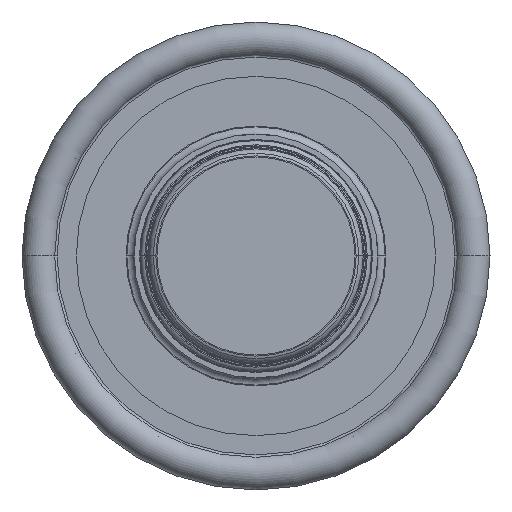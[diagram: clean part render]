
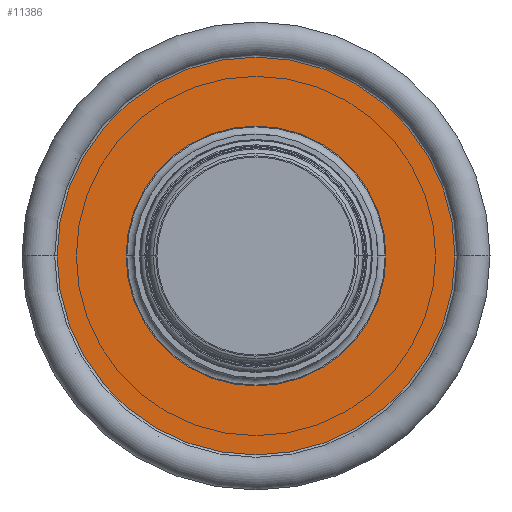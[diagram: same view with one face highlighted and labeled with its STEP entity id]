
A CAD part, front view. The second image highlights one B-rep face of the part: STEP entity #11386.
In plain terms, the highlighted face is planar.
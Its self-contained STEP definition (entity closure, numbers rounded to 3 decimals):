
#8564=CARTESIAN_POINT('',(0.,15.2,0.));
#8565=DIRECTION('',(0.,-1.,0.));
#8566=DIRECTION('',(1.,0.,0.));
#8567=AXIS2_PLACEMENT_3D('',#8564,#8565,#8566);
#8572=CARTESIAN_POINT('',(0.,15.2,0.));
#8573=DIRECTION('',(0.,-1.,0.));
#8574=DIRECTION('',(-1.,0.,0.));
#8575=AXIS2_PLACEMENT_3D('',#8572,#8573,#8574);
#8580=CARTESIAN_POINT('',(0.,15.2,0.));
#8581=DIRECTION('',(0.,1.,0.));
#8582=DIRECTION('',(-1.,0.,0.));
#8583=AXIS2_PLACEMENT_3D('',#8580,#8581,#8582);
#8588=CARTESIAN_POINT('',(0.,15.2,0.));
#8589=DIRECTION('',(0.,1.,0.));
#8590=DIRECTION('',(1.,0.,0.));
#8591=AXIS2_PLACEMENT_3D('',#8588,#8589,#8590);
#9685=CARTESIAN_POINT('',(24.05,15.2,0.));
#9686=CARTESIAN_POINT('',(-24.05,15.2,0.));
#9687=VERTEX_POINT('',#9685);
#9688=VERTEX_POINT('',#9686);
#9689=CARTESIAN_POINT('',(36.814,15.2,0.));
#9690=CARTESIAN_POINT('',(-36.814,15.2,0.));
#9691=VERTEX_POINT('',#9689);
#9692=VERTEX_POINT('',#9690);
#11370=CARTESIAN_POINT('',(0.,15.2,0.));
#11371=DIRECTION('',(0.,1.,0.));
#11372=DIRECTION('',(1.,0.,0.));
#11373=AXIS2_PLACEMENT_3D('',#11370,#11371,#11372);
#11374=PLANE('',#11373);
#11376=ORIENTED_EDGE('',*,*,#11375,.T.);
#11378=ORIENTED_EDGE('',*,*,#11377,.T.);
#11379=EDGE_LOOP('',(#11376,#11378));
#11380=FACE_OUTER_BOUND('',#11379,.F.);
#11382=ORIENTED_EDGE('',*,*,#11381,.T.);
#11383=ORIENTED_EDGE('',*,*,#11360,.T.);
#11384=EDGE_LOOP('',(#11382,#11383));
#11385=FACE_BOUND('',#11384,.F.);
#8568=CIRCLE('',#8567,36.814);
#8576=CIRCLE('',#8575,36.814);
#8584=CIRCLE('',#8583,24.05);
#8592=CIRCLE('',#8591,24.05);
#11360=EDGE_CURVE('',#9687,#9688,#8592,.T.);
#11375=EDGE_CURVE('',#9691,#9692,#8568,.T.);
#11377=EDGE_CURVE('',#9692,#9691,#8576,.T.);
#11381=EDGE_CURVE('',#9688,#9687,#8584,.T.);
#11386=ADVANCED_FACE('',(#11380,#11385),#11374,.T.);
